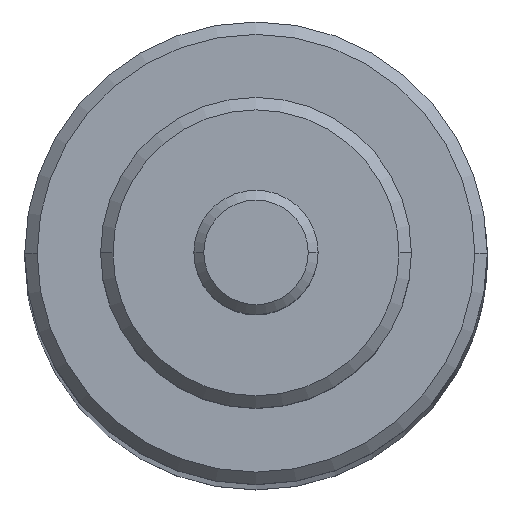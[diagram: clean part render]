
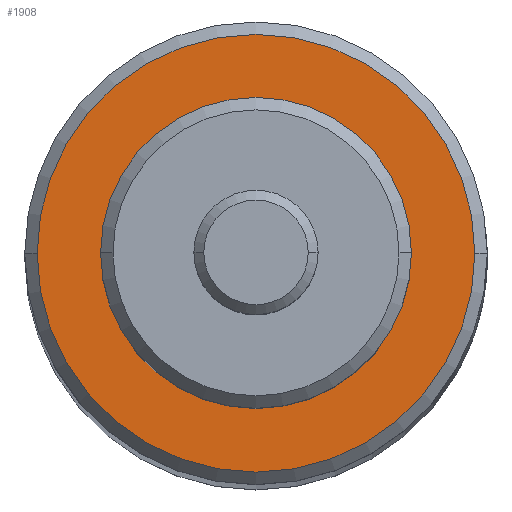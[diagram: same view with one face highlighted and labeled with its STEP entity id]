
A CAD part, top view. The second image highlights one B-rep face of the part: STEP entity #1908.
In plain terms, the highlighted planar face has unit normal (0, 0, 1).
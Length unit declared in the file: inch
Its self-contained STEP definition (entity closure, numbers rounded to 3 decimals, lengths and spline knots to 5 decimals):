
#8 = CARTESIAN_POINT ( 'NONE',  ( 0., 0., -0.5 ) ) ;
#94 = AXIS2_PLACEMENT_3D ( 'NONE', #8, #1483, #223 ) ;
#107 = AXIS2_PLACEMENT_3D ( 'NONE', #1473, #218, #1688 ) ;
#171 = DIRECTION ( 'NONE',  ( 1., 0., 0. ) ) ;
#183 = AXIS2_PLACEMENT_3D ( 'NONE', #1013, #2446, #1227 ) ;
#208 = CARTESIAN_POINT ( 'NONE',  ( 0., 0.465, -0.5 ) ) ;
#218 = DIRECTION ( 'NONE',  ( 0., 0., 1. ) ) ;
#223 = DIRECTION ( 'NONE',  ( -1., 0., 0. ) ) ;
#316 = CIRCLE ( 'NONE', #94, 0.44 ) ;
#380 = CARTESIAN_POINT ( 'NONE',  ( 0.44, 0., -0.5 ) ) ;
#584 = CIRCLE ( 'NONE', #1007, 0.31125 ) ;
#626 = EDGE_LOOP ( 'NONE', ( #1614, #987 ) ) ;
#727 = ORIENTED_EDGE ( 'NONE', *, *, #1066, .F. ) ;
#822 = VERTEX_POINT ( 'NONE', #2398 ) ;
#843 = PLANE ( 'NONE',  #2645 ) ;
#883 = EDGE_LOOP ( 'NONE', ( #727, #2244 ) ) ;
#921 = EDGE_CURVE ( 'NONE', #822, #991, #584, .T. ) ;
#924 = VERTEX_POINT ( 'NONE', #380 ) ;
#987 = ORIENTED_EDGE ( 'NONE', *, *, #2232, .T. ) ;
#991 = VERTEX_POINT ( 'NONE', #1652 ) ;
#1007 = AXIS2_PLACEMENT_3D ( 'NONE', #2649, #1424, #171 ) ;
#1013 = CARTESIAN_POINT ( 'NONE',  ( 0., 0., -0.5 ) ) ;
#1058 = DIRECTION ( 'NONE',  ( 0., 0., -1. ) ) ;
#1066 = EDGE_CURVE ( 'NONE', #991, #822, #1974, .T. ) ;
#1227 = DIRECTION ( 'NONE',  ( -1., 0., 0. ) ) ;
#1424 = DIRECTION ( 'NONE',  ( 0., 0., 1. ) ) ;
#1440 = VERTEX_POINT ( 'NONE', #2107 ) ;
#1473 = CARTESIAN_POINT ( 'NONE',  ( 0., 0., -0.5 ) ) ;
#1483 = DIRECTION ( 'NONE',  ( 0., 0., 1. ) ) ;
#1614 = ORIENTED_EDGE ( 'NONE', *, *, #1941, .T. ) ;
#1652 = CARTESIAN_POINT ( 'NONE',  ( 0.31125, 0., -0.5 ) ) ;
#1688 = DIRECTION ( 'NONE',  ( 1., 0., 0. ) ) ;
#1908 = ADVANCED_FACE ( 'NONE', ( #2517, #2108 ), #843, .F. ) ;
#1941 = EDGE_CURVE ( 'NONE', #1440, #924, #316, .T. ) ;
#1974 = CIRCLE ( 'NONE', #107, 0.31125 ) ;
#2096 = CIRCLE ( 'NONE', #183, 0.44 ) ;
#2107 = CARTESIAN_POINT ( 'NONE',  ( -0.44, 0., -0.5 ) ) ;
#2108 = FACE_BOUND ( 'NONE', #883, .T. ) ;
#2232 = EDGE_CURVE ( 'NONE', #924, #1440, #2096, .T. ) ;
#2244 = ORIENTED_EDGE ( 'NONE', *, *, #921, .F. ) ;
#2398 = CARTESIAN_POINT ( 'NONE',  ( -0.31125, 0., -0.5 ) ) ;
#2446 = DIRECTION ( 'NONE',  ( 0., 0., 1. ) ) ;
#2485 = DIRECTION ( 'NONE',  ( -1., 0., 0. ) ) ;
#2517 = FACE_OUTER_BOUND ( 'NONE', #626, .T. ) ;
#2645 = AXIS2_PLACEMENT_3D ( 'NONE', #208, #1058, #2485 ) ;
#2649 = CARTESIAN_POINT ( 'NONE',  ( 0., 0., -0.5 ) ) ;
